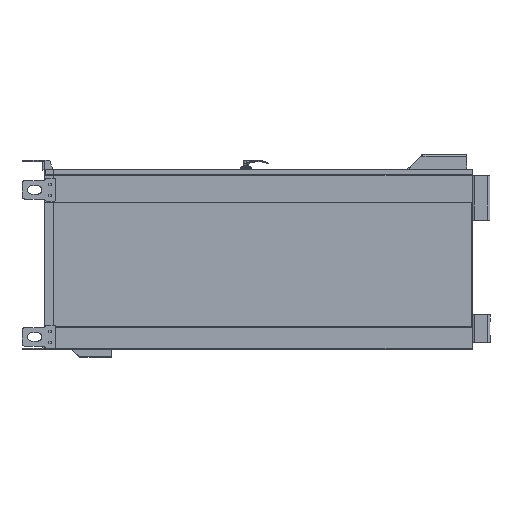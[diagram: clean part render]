
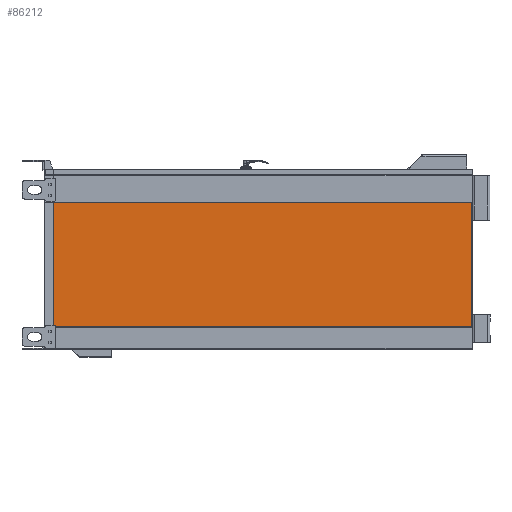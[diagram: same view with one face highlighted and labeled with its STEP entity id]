
A CAD part, left-side view. The second image highlights one B-rep face of the part: STEP entity #86212.
In plain terms, the highlighted planar face has unit normal (-1, 0, 0).
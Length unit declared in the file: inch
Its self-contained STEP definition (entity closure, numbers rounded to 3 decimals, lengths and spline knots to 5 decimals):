
#4296 = ORIENTED_EDGE ( 'NONE', *, *, #4581, .F. ) ;
#4581 = EDGE_CURVE ( 'NONE', #196866, #75836, #56737, .T. ) ;
#12901 = EDGE_CURVE ( 'NONE', #75836, #83840, #96330, .T. ) ;
#13316 = ORIENTED_EDGE ( 'NONE', *, *, #152258, .F. ) ;
#14969 = EDGE_CURVE ( 'NONE', #83840, #59503, #80031, .T. ) ;
#17278 = LINE ( 'NONE', #85036, #80242 ) ;
#27192 = PLANE ( 'NONE',  #55362 ) ;
#50536 = CARTESIAN_POINT ( 'NONE',  ( 30.5402, 79.1793, 26. ) ) ;
#55362 = AXIS2_PLACEMENT_3D ( 'NONE', #127285, #109449, #91660 ) ;
#56737 = LINE ( 'NONE', #161269, #97278 ) ;
#59503 = VERTEX_POINT ( 'NONE', #219647 ) ;
#75836 = VERTEX_POINT ( 'NONE', #50536 ) ;
#80031 = LINE ( 'NONE', #151179, #199914 ) ;
#80242 = VECTOR ( 'NONE', #172919, 39.37008 ) ;
#83840 = VERTEX_POINT ( 'NONE', #187421 ) ;
#85036 = CARTESIAN_POINT ( 'NONE',  ( 30.5402, 79.1793, 4. ) ) ;
#86212 = ADVANCED_FACE ( 'NONE', ( #162859 ), #27192, .F. ) ;
#91660 = DIRECTION ( 'NONE',  ( 0., 0., -1. ) ) ;
#96330 = LINE ( 'NONE', #146445, #123505 ) ;
#97278 = VECTOR ( 'NONE', #192406, 39.37008 ) ;
#97434 = DIRECTION ( 'NONE',  ( 0., -1., 0. ) ) ;
#109449 = DIRECTION ( 'NONE',  ( 1., 0., 0. ) ) ;
#123505 = VECTOR ( 'NONE', #97434, 39.37008 ) ;
#126815 = ORIENTED_EDGE ( 'NONE', *, *, #14969, .F. ) ;
#127285 = CARTESIAN_POINT ( 'NONE',  ( 30.5402, 0., 0. ) ) ;
#135256 = ORIENTED_EDGE ( 'NONE', *, *, #12901, .F. ) ;
#137776 = CARTESIAN_POINT ( 'NONE',  ( 30.5402, 79.1793, 4. ) ) ;
#146445 = CARTESIAN_POINT ( 'NONE',  ( 30.5402, 79.1793, 26. ) ) ;
#150632 = EDGE_LOOP ( 'NONE', ( #135256, #4296, #13316, #126815 ) ) ;
#151179 = CARTESIAN_POINT ( 'NONE',  ( 30.5402, 3.1793, 26. ) ) ;
#152258 = EDGE_CURVE ( 'NONE', #59503, #196866, #17278, .T. ) ;
#161269 = CARTESIAN_POINT ( 'NONE',  ( 30.5402, 79.1793, 26. ) ) ;
#162859 = FACE_OUTER_BOUND ( 'NONE', #150632, .T. ) ;
#172919 = DIRECTION ( 'NONE',  ( 0., 1., 0. ) ) ;
#187421 = CARTESIAN_POINT ( 'NONE',  ( 30.5402, 3.1793, 26. ) ) ;
#192406 = DIRECTION ( 'NONE',  ( 0., 0., 1. ) ) ;
#196866 = VERTEX_POINT ( 'NONE', #137776 ) ;
#199914 = VECTOR ( 'NONE', #202302, 39.37008 ) ;
#202302 = DIRECTION ( 'NONE',  ( 0., 0., -1. ) ) ;
#219647 = CARTESIAN_POINT ( 'NONE',  ( 30.5402, 3.1793, 4. ) ) ;
